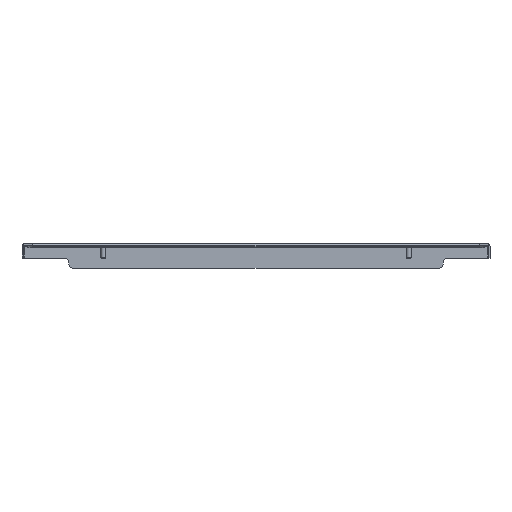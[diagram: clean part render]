
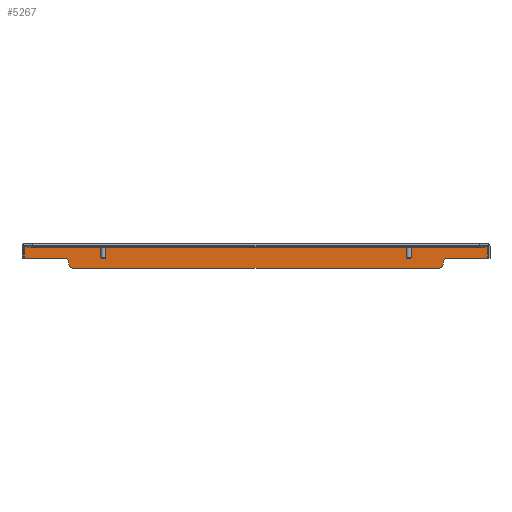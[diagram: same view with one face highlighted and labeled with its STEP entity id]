
A CAD part, front view. The second image highlights one B-rep face of the part: STEP entity #5267.
In plain terms, the highlighted planar face has unit normal (0, -1, 0).
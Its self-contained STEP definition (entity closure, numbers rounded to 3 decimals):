
#50 = LINE ( 'NONE', #5648, #266 ) ;
#266 = VECTOR ( 'NONE', #2503, 1000. ) ;
#306 = CARTESIAN_POINT ( 'NONE',  ( -236.086, 698.5, -22.8 ) ) ;
#347 = VERTEX_POINT ( 'NONE', #2610 ) ;
#482 = DIRECTION ( 'NONE',  ( 0., 0., -1. ) ) ;
#544 = ORIENTED_EDGE ( 'NONE', *, *, #5730, .F. ) ;
#588 = DIRECTION ( 'NONE',  ( 0., 0., -1. ) ) ;
#604 = VERTEX_POINT ( 'NONE', #3193 ) ;
#611 = EDGE_CURVE ( 'NONE', #5803, #6419, #5086, .T. ) ;
#737 = CARTESIAN_POINT ( 'NONE',  ( -236.086, 698.5, -17.8 ) ) ;
#764 = AXIS2_PLACEMENT_3D ( 'NONE', #306, #7745, #5919 ) ;
#1005 = CARTESIAN_POINT ( 'NONE',  ( 236.086, 698.5, -22.8 ) ) ;
#1329 = CARTESIAN_POINT ( 'NONE',  ( -286.086, 698.5, -17.8 ) ) ;
#1347 = ORIENTED_EDGE ( 'NONE', *, *, #7955, .T. ) ;
#1462 = VERTEX_POINT ( 'NONE', #5737 ) ;
#1474 = CIRCLE ( 'NONE', #5124, 5. ) ;
#1628 = CARTESIAN_POINT ( 'NONE',  ( -289., 698.5, -3. ) ) ;
#1732 = EDGE_CURVE ( 'NONE', #3801, #3860, #6993, .T. ) ;
#1741 = AXIS2_PLACEMENT_3D ( 'NONE', #2215, #5364, #3477 ) ;
#1800 = CARTESIAN_POINT ( 'NONE',  ( -286.086, 698.5, 0. ) ) ;
#1895 = DIRECTION ( 'NONE',  ( 1., 0., 0. ) ) ;
#2026 = CARTESIAN_POINT ( 'NONE',  ( 226.086, 698.5, -30. ) ) ;
#2030 = ORIENTED_EDGE ( 'NONE', *, *, #611, .F. ) ;
#2046 = LINE ( 'NONE', #7019, #3722 ) ;
#2134 = CARTESIAN_POINT ( 'NONE',  ( 226.086, 698.5, -25. ) ) ;
#2182 = ORIENTED_EDGE ( 'NONE', *, *, #1732, .T. ) ;
#2215 = CARTESIAN_POINT ( 'NONE',  ( -226.086, 698.5, -25. ) ) ;
#2495 = CARTESIAN_POINT ( 'NONE',  ( 0., 698.5, -30. ) ) ;
#2503 = DIRECTION ( 'NONE',  ( -1., 0., 0. ) ) ;
#2603 = ORIENTED_EDGE ( 'NONE', *, *, #7139, .F. ) ;
#2610 = CARTESIAN_POINT ( 'NONE',  ( -286.086, 698.5, -17.8 ) ) ;
#2714 = CARTESIAN_POINT ( 'NONE',  ( 286.086, 698.5, -17.8 ) ) ;
#2720 = CARTESIAN_POINT ( 'NONE',  ( -231.086, 698.5, -22.8 ) ) ;
#2721 = AXIS2_PLACEMENT_3D ( 'NONE', #1005, #5285, #7109 ) ;
#2802 = EDGE_CURVE ( 'NONE', #4053, #3860, #2046, .T. ) ;
#2876 = CARTESIAN_POINT ( 'NONE',  ( 0., 698.5, 0. ) ) ;
#3033 = VECTOR ( 'NONE', #7479, 1000. ) ;
#3063 = EDGE_CURVE ( 'NONE', #7065, #347, #6170, .T. ) ;
#3193 = CARTESIAN_POINT ( 'NONE',  ( 231.086, 698.5, -22.8 ) ) ;
#3306 = ORIENTED_EDGE ( 'NONE', *, *, #7906, .T. ) ;
#3327 = DIRECTION ( 'NONE',  ( 1., 0., 0. ) ) ;
#3421 = ORIENTED_EDGE ( 'NONE', *, *, #3063, .T. ) ;
#3477 = DIRECTION ( 'NONE',  ( 0., 0., 1. ) ) ;
#3667 = VERTEX_POINT ( 'NONE', #7460 ) ;
#3722 = VECTOR ( 'NONE', #6971, 1000. ) ;
#3801 = VERTEX_POINT ( 'NONE', #737 ) ;
#3802 = ORIENTED_EDGE ( 'NONE', *, *, #4738, .T. ) ;
#3819 = VECTOR ( 'NONE', #1895, 1000. ) ;
#3860 = VERTEX_POINT ( 'NONE', #2720 ) ;
#4053 = VERTEX_POINT ( 'NONE', #4917 ) ;
#4382 = ORIENTED_EDGE ( 'NONE', *, *, #7781, .F. ) ;
#4425 = DIRECTION ( 'NONE',  ( 0., 0., -1. ) ) ;
#4738 = EDGE_CURVE ( 'NONE', #604, #1462, #5073, .T. ) ;
#4917 = CARTESIAN_POINT ( 'NONE',  ( -231.086, 698.5, -25. ) ) ;
#5073 = CIRCLE ( 'NONE', #2721, 5. ) ;
#5086 = LINE ( 'NONE', #6992, #5449 ) ;
#5124 = AXIS2_PLACEMENT_3D ( 'NONE', #2134, #7147, #5896 ) ;
#5267 = ADVANCED_FACE ( 'NONE', ( #6590 ), #5988, .F. ) ;
#5285 = DIRECTION ( 'NONE',  ( 0., 1., 0. ) ) ;
#5332 = EDGE_CURVE ( 'NONE', #5429, #7026, #6272, .T. ) ;
#5364 = DIRECTION ( 'NONE',  ( 0., -1., 0. ) ) ;
#5378 = DIRECTION ( 'NONE',  ( 0., 1., 0. ) ) ;
#5429 = VERTEX_POINT ( 'NONE', #5562 ) ;
#5449 = VECTOR ( 'NONE', #4425, 1000. ) ;
#5562 = CARTESIAN_POINT ( 'NONE',  ( -226.086, 698.5, -30. ) ) ;
#5648 = CARTESIAN_POINT ( 'NONE',  ( 286.086, 698.5, -17.8 ) ) ;
#5730 = EDGE_CURVE ( 'NONE', #604, #3667, #5975, .T. ) ;
#5737 = CARTESIAN_POINT ( 'NONE',  ( 236.086, 698.5, -17.8 ) ) ;
#5803 = VERTEX_POINT ( 'NONE', #7887 ) ;
#5896 = DIRECTION ( 'NONE',  ( 0., 0., 1. ) ) ;
#5911 = CIRCLE ( 'NONE', #1741, 5. ) ;
#5912 = CARTESIAN_POINT ( 'NONE',  ( -286.086, 698.5, -3. ) ) ;
#5919 = DIRECTION ( 'NONE',  ( 0., 0., 1. ) ) ;
#5975 = LINE ( 'NONE', #7276, #6722 ) ;
#5988 = PLANE ( 'NONE',  #6810 ) ;
#6061 = ORIENTED_EDGE ( 'NONE', *, *, #5332, .T. ) ;
#6170 = LINE ( 'NONE', #1800, #6761 ) ;
#6182 = LINE ( 'NONE', #1329, #3033 ) ;
#6220 = EDGE_LOOP ( 'NONE', ( #6715, #1347, #6061, #3306, #544, #3802, #6795, #2030, #2603, #3421, #4382, #2182 ) ) ;
#6272 = LINE ( 'NONE', #2495, #3819 ) ;
#6415 = VECTOR ( 'NONE', #3327, 1000. ) ;
#6419 = VERTEX_POINT ( 'NONE', #2714 ) ;
#6590 = FACE_OUTER_BOUND ( 'NONE', #6220, .T. ) ;
#6715 = ORIENTED_EDGE ( 'NONE', *, *, #2802, .F. ) ;
#6722 = VECTOR ( 'NONE', #482, 1000. ) ;
#6761 = VECTOR ( 'NONE', #588, 1000. ) ;
#6795 = ORIENTED_EDGE ( 'NONE', *, *, #6844, .F. ) ;
#6810 = AXIS2_PLACEMENT_3D ( 'NONE', #2876, #5378, #7863 ) ;
#6844 = EDGE_CURVE ( 'NONE', #6419, #1462, #50, .T. ) ;
#6971 = DIRECTION ( 'NONE',  ( 0., 0., 1. ) ) ;
#6992 = CARTESIAN_POINT ( 'NONE',  ( 286.086, 698.5, -1.5 ) ) ;
#6993 = CIRCLE ( 'NONE', #764, 5. ) ;
#7019 = CARTESIAN_POINT ( 'NONE',  ( -231.086, 698.5, -30. ) ) ;
#7026 = VERTEX_POINT ( 'NONE', #2026 ) ;
#7065 = VERTEX_POINT ( 'NONE', #5912 ) ;
#7109 = DIRECTION ( 'NONE',  ( 0., 0., 1. ) ) ;
#7139 = EDGE_CURVE ( 'NONE', #7065, #5803, #7829, .T. ) ;
#7147 = DIRECTION ( 'NONE',  ( 0., -1., 0. ) ) ;
#7276 = CARTESIAN_POINT ( 'NONE',  ( 231.086, 698.5, -30. ) ) ;
#7460 = CARTESIAN_POINT ( 'NONE',  ( 231.086, 698.5, -25. ) ) ;
#7479 = DIRECTION ( 'NONE',  ( -1., 0., 0. ) ) ;
#7745 = DIRECTION ( 'NONE',  ( 0., 1., 0. ) ) ;
#7781 = EDGE_CURVE ( 'NONE', #3801, #347, #6182, .T. ) ;
#7829 = LINE ( 'NONE', #1628, #6415 ) ;
#7863 = DIRECTION ( 'NONE',  ( 0., 0., 1. ) ) ;
#7887 = CARTESIAN_POINT ( 'NONE',  ( 286.086, 698.5, -3. ) ) ;
#7906 = EDGE_CURVE ( 'NONE', #7026, #3667, #1474, .T. ) ;
#7955 = EDGE_CURVE ( 'NONE', #4053, #5429, #5911, .T. ) ;
